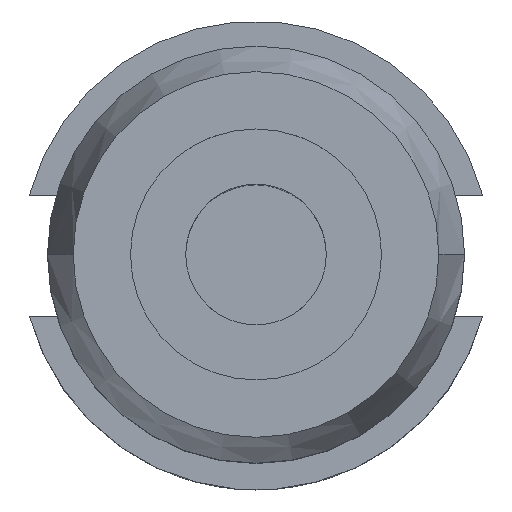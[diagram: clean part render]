
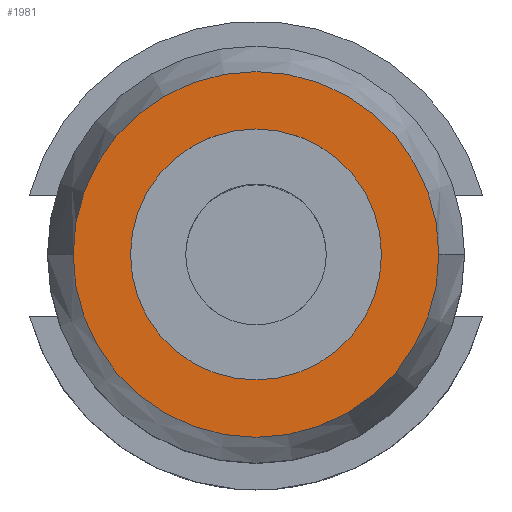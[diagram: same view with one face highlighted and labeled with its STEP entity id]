
A CAD part, top view. The second image highlights one B-rep face of the part: STEP entity #1981.
In plain terms, the highlighted planar face has unit normal (0, 0, 1).
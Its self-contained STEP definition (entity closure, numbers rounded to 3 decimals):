
#61 = AXIS2_PLACEMENT_3D ( 'NONE', #1672, #1628, #1434 ) ;
#80 = VERTEX_POINT ( 'NONE', #1648 ) ;
#89 = VERTEX_POINT ( 'NONE', #1657 ) ;
#217 = ORIENTED_EDGE ( 'NONE', *, *, #1777, .T. ) ;
#300 = FACE_OUTER_BOUND ( 'NONE', #604, .T. ) ;
#423 = DIRECTION ( 'NONE',  ( 1., 0., 0. ) ) ;
#467 = ORIENTED_EDGE ( 'NONE', *, *, #583, .T. ) ;
#557 = DIRECTION ( 'NONE',  ( -1., 0., 0. ) ) ;
#583 = EDGE_CURVE ( 'NONE', #1882, #787, #2056, .T. ) ;
#604 = EDGE_LOOP ( 'NONE', ( #467, #217 ) ) ;
#607 = EDGE_LOOP ( 'NONE', ( #1145, #1681 ) ) ;
#787 = VERTEX_POINT ( 'NONE', #1996 ) ;
#808 = CARTESIAN_POINT ( 'NONE',  ( 0., 0., 101.6 ) ) ;
#893 = AXIS2_PLACEMENT_3D ( 'NONE', #1352, #2107, #557 ) ;
#899 = AXIS2_PLACEMENT_3D ( 'NONE', #808, #2011, #1743 ) ;
#1036 = DIRECTION ( 'NONE',  ( -1., 0., 0. ) ) ;
#1134 = DIRECTION ( 'NONE',  ( 0., 0., -1. ) ) ;
#1145 = ORIENTED_EDGE ( 'NONE', *, *, #2203, .T. ) ;
#1174 = CIRCLE ( 'NONE', #899, 24.77 ) ;
#1215 = CIRCLE ( 'NONE', #1624, 17. ) ;
#1316 = FACE_BOUND ( 'NONE', #607, .T. ) ;
#1352 = CARTESIAN_POINT ( 'NONE',  ( 0., 0., 101.6 ) ) ;
#1405 = AXIS2_PLACEMENT_3D ( 'NONE', #1481, #1894, #423 ) ;
#1434 = DIRECTION ( 'NONE',  ( -1., 0., 0. ) ) ;
#1445 = PLANE ( 'NONE',  #1405 ) ;
#1481 = CARTESIAN_POINT ( 'NONE',  ( -25.068, -25.068, 101.6 ) ) ;
#1624 = AXIS2_PLACEMENT_3D ( 'NONE', #2219, #1134, #1036 ) ;
#1628 = DIRECTION ( 'NONE',  ( 0., 0., -1. ) ) ;
#1648 = CARTESIAN_POINT ( 'NONE',  ( 17., 0., 101.6 ) ) ;
#1657 = CARTESIAN_POINT ( 'NONE',  ( -17., 0., 101.6 ) ) ;
#1672 = CARTESIAN_POINT ( 'NONE',  ( 0., 0., 101.6 ) ) ;
#1681 = ORIENTED_EDGE ( 'NONE', *, *, #2237, .T. ) ;
#1743 = DIRECTION ( 'NONE',  ( -1., 0., 0. ) ) ;
#1777 = EDGE_CURVE ( 'NONE', #787, #1882, #1174, .T. ) ;
#1882 = VERTEX_POINT ( 'NONE', #2195 ) ;
#1894 = DIRECTION ( 'NONE',  ( 0., 0., 1. ) ) ;
#1981 = ADVANCED_FACE ( 'NONE', ( #1316, #300 ), #1445, .T. ) ;
#1996 = CARTESIAN_POINT ( 'NONE',  ( 24.77, 0., 101.6 ) ) ;
#2011 = DIRECTION ( 'NONE',  ( 0., 0., 1. ) ) ;
#2056 = CIRCLE ( 'NONE', #893, 24.77 ) ;
#2107 = DIRECTION ( 'NONE',  ( 0., 0., 1. ) ) ;
#2195 = CARTESIAN_POINT ( 'NONE',  ( -24.77, 0., 101.6 ) ) ;
#2203 = EDGE_CURVE ( 'NONE', #89, #80, #2326, .T. ) ;
#2219 = CARTESIAN_POINT ( 'NONE',  ( 0., 0., 101.6 ) ) ;
#2237 = EDGE_CURVE ( 'NONE', #80, #89, #1215, .T. ) ;
#2326 = CIRCLE ( 'NONE', #61, 17. ) ;
